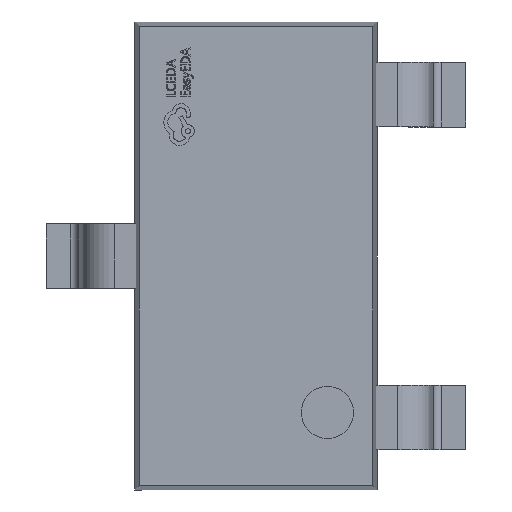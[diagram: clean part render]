
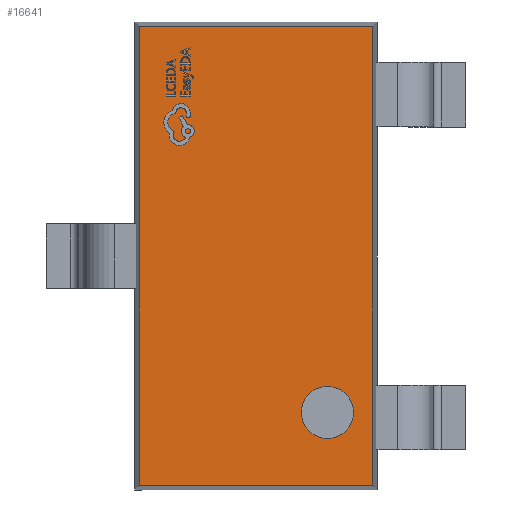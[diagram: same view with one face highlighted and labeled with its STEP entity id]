
A CAD part, top view. The second image highlights one B-rep face of the part: STEP entity #16641.
In plain terms, the highlighted planar face has unit normal (0, 0, 1).
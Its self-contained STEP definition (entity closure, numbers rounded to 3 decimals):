
#60 = ORIENTED_EDGE ( 'NONE', *, *, #6342, .T. ) ;
#79 = ORIENTED_EDGE ( 'NONE', *, *, #10099, .T. ) ;
#773 = DIRECTION ( 'NONE',  ( 0., 1., 0. ) ) ;
#896 = DIRECTION ( 'NONE',  ( 0., -1., 0. ) ) ;
#1050 = VERTEX_POINT ( 'NONE', #5032 ) ;
#1555 = PLANE ( 'NONE',  #3547 ) ;
#1642 = VERTEX_POINT ( 'NONE', #11794 ) ;
#1726 = DIRECTION ( 'NONE',  ( 0., 1., 0. ) ) ;
#2229 = LINE ( 'NONE', #15647, #7947 ) ;
#2917 = DIRECTION ( 'NONE',  ( 1., 0., 0. ) ) ;
#2930 = VECTOR ( 'NONE', #773, 1000. ) ;
#3108 = CARTESIAN_POINT ( 'NONE',  ( 0.722, 1.422, 0.4 ) ) ;
#3151 = DIRECTION ( 'NONE',  ( 0., 0., 1. ) ) ;
#3547 = AXIS2_PLACEMENT_3D ( 'NONE', #8673, #4368, #6012 ) ;
#3606 = AXIS2_PLACEMENT_3D ( 'NONE', #10971, #4456, #9704 ) ;
#3689 = ORIENTED_EDGE ( 'NONE', *, *, #12891, .T. ) ;
#4124 = EDGE_CURVE ( 'NONE', #8314, #15020, #2229, .T. ) ;
#4209 = FACE_BOUND ( 'NONE', #12189, .T. ) ;
#4368 = DIRECTION ( 'NONE',  ( 0., 0., 1. ) ) ;
#4456 = DIRECTION ( 'NONE',  ( 0., 0., 1. ) ) ;
#4565 = EDGE_LOOP ( 'NONE', ( #4798, #79, #3689, #60 ) ) ;
#4768 = LINE ( 'NONE', #15201, #14372 ) ;
#4798 = ORIENTED_EDGE ( 'NONE', *, *, #4124, .T. ) ;
#5032 = CARTESIAN_POINT ( 'NONE',  ( 0.722, -1.422, 0.4 ) ) ;
#5108 = ORIENTED_EDGE ( 'NONE', *, *, #14649, .F. ) ;
#6012 = DIRECTION ( 'NONE',  ( 0., 1., 0. ) ) ;
#6342 = EDGE_CURVE ( 'NONE', #1050, #8314, #15159, .T. ) ;
#6605 = CARTESIAN_POINT ( 'NONE',  ( -0.722, 1.422, 0.4 ) ) ;
#7061 = CARTESIAN_POINT ( 'NONE',  ( 0.443, -0.97, 0.4 ) ) ;
#7904 = EDGE_CURVE ( 'NONE', #13125, #1642, #15469, .T. ) ;
#7947 = VECTOR ( 'NONE', #9095, 1000. ) ;
#8133 = LINE ( 'NONE', #13380, #10178 ) ;
#8314 = VERTEX_POINT ( 'NONE', #3108 ) ;
#8673 = CARTESIAN_POINT ( 'NONE',  ( 0., 0., 0.4 ) ) ;
#9095 = DIRECTION ( 'NONE',  ( -1., 0., 0. ) ) ;
#9221 = VERTEX_POINT ( 'NONE', #12962 ) ;
#9704 = DIRECTION ( 'NONE',  ( 0., 1., 0. ) ) ;
#10099 = EDGE_CURVE ( 'NONE', #15020, #9221, #4768, .T. ) ;
#10178 = VECTOR ( 'NONE', #2917, 1000. ) ;
#10727 = ORIENTED_EDGE ( 'NONE', *, *, #7904, .F. ) ;
#10971 = CARTESIAN_POINT ( 'NONE',  ( 0.443, -0.97, 0.4 ) ) ;
#11794 = CARTESIAN_POINT ( 'NONE',  ( 0.443, -0.809, 0.4 ) ) ;
#12189 = EDGE_LOOP ( 'NONE', ( #5108, #10727 ) ) ;
#12552 = CIRCLE ( 'NONE', #16402, 0.161 ) ;
#12647 = CARTESIAN_POINT ( 'NONE',  ( 0.722, -1.45, 0.4 ) ) ;
#12891 = EDGE_CURVE ( 'NONE', #9221, #1050, #8133, .T. ) ;
#12962 = CARTESIAN_POINT ( 'NONE',  ( -0.722, -1.422, 0.4 ) ) ;
#13125 = VERTEX_POINT ( 'NONE', #16682 ) ;
#13380 = CARTESIAN_POINT ( 'NONE',  ( -0.75, -1.422, 0.4 ) ) ;
#14372 = VECTOR ( 'NONE', #896, 1000. ) ;
#14649 = EDGE_CURVE ( 'NONE', #1642, #13125, #12552, .T. ) ;
#15020 = VERTEX_POINT ( 'NONE', #6605 ) ;
#15159 = LINE ( 'NONE', #12647, #2930 ) ;
#15201 = CARTESIAN_POINT ( 'NONE',  ( -0.722, -1.45, 0.4 ) ) ;
#15469 = CIRCLE ( 'NONE', #3606, 0.161 ) ;
#15647 = CARTESIAN_POINT ( 'NONE',  ( -0.75, 1.422, 0.4 ) ) ;
#15934 = FACE_OUTER_BOUND ( 'NONE', #4565, .T. ) ;
#16402 = AXIS2_PLACEMENT_3D ( 'NONE', #7061, #3151, #1726 ) ;
#16641 = ADVANCED_FACE ( 'NONE', ( #4209, #15934 ), #1555, .T. ) ;
#16682 = CARTESIAN_POINT ( 'NONE',  ( 0.443, -1.131, 0.4 ) ) ;
